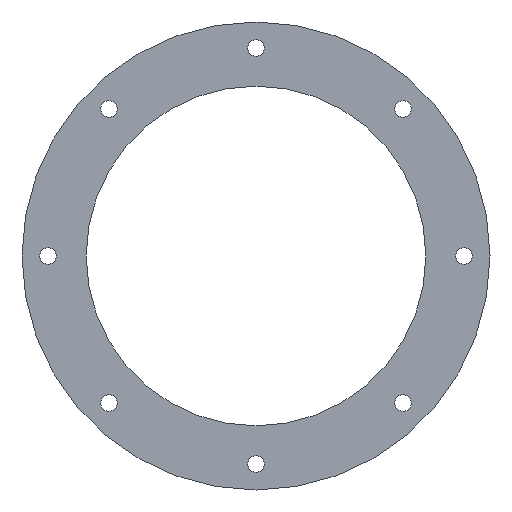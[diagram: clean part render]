
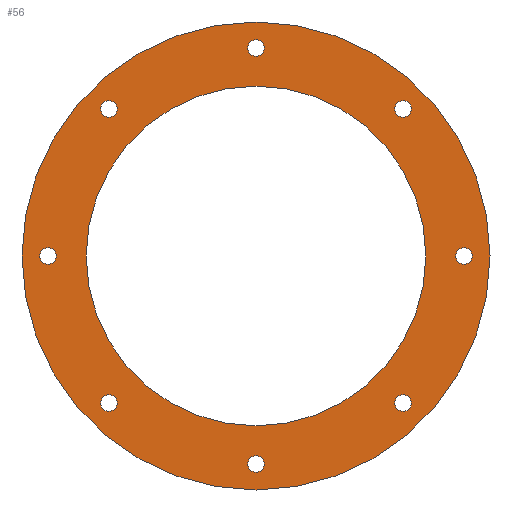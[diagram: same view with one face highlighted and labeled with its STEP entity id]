
A CAD part, left-side view. The second image highlights one B-rep face of the part: STEP entity #56.
In plain terms, the highlighted planar face has unit normal (-1, 0, 0).
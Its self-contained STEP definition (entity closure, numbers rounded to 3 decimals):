
#56 = ADVANCED_FACE( '', ( #121, #122, #123, #124, #125, #126, #127, #128, #129, #130 ), #131, .T. );
#121 = FACE_BOUND( '', #208, .T. );
#122 = FACE_BOUND( '', #209, .T. );
#123 = FACE_BOUND( '', #210, .T. );
#124 = FACE_BOUND( '', #211, .T. );
#125 = FACE_BOUND( '', #212, .T. );
#126 = FACE_BOUND( '', #213, .T. );
#127 = FACE_BOUND( '', #214, .T. );
#128 = FACE_BOUND( '', #215, .T. );
#129 = FACE_BOUND( '', #216, .T. );
#130 = FACE_OUTER_BOUND( '', #217, .T. );
#131 = PLANE( '', #218 );
#208 = EDGE_LOOP( '', ( #305 ) );
#209 = EDGE_LOOP( '', ( #306 ) );
#210 = EDGE_LOOP( '', ( #307 ) );
#211 = EDGE_LOOP( '', ( #308 ) );
#212 = EDGE_LOOP( '', ( #309 ) );
#213 = EDGE_LOOP( '', ( #310 ) );
#214 = EDGE_LOOP( '', ( #311 ) );
#215 = EDGE_LOOP( '', ( #312 ) );
#216 = EDGE_LOOP( '', ( #313 ) );
#217 = EDGE_LOOP( '', ( #314 ) );
#218 = AXIS2_PLACEMENT_3D( '', #315, #316, #317 );
#305 = ORIENTED_EDGE( '', *, *, #370, .T. );
#306 = ORIENTED_EDGE( '', *, *, #373, .T. );
#307 = ORIENTED_EDGE( '', *, *, #392, .T. );
#308 = ORIENTED_EDGE( '', *, *, #390, .T. );
#309 = ORIENTED_EDGE( '', *, *, #393, .T. );
#310 = ORIENTED_EDGE( '', *, *, #378, .T. );
#311 = ORIENTED_EDGE( '', *, *, #381, .T. );
#312 = ORIENTED_EDGE( '', *, *, #387, .T. );
#313 = ORIENTED_EDGE( '', *, *, #394, .T. );
#314 = ORIENTED_EDGE( '', *, *, #395, .F. );
#315 = CARTESIAN_POINT( '', ( 0., 135., 0. ) );
#316 = DIRECTION( '', ( -1., 0., 0. ) );
#317 = DIRECTION( '', ( 0., 0., 1. ) );
#370 = EDGE_CURVE( '', #411, #411, #412, .T. );
#373 = EDGE_CURVE( '', #416, #416, #417, .T. );
#378 = EDGE_CURVE( '', #424, #424, #425, .T. );
#381 = EDGE_CURVE( '', #429, #429, #430, .T. );
#387 = EDGE_CURVE( '', #439, #439, #440, .T. );
#390 = EDGE_CURVE( '', #444, #444, #445, .T. );
#392 = EDGE_CURVE( '', #447, #447, #448, .T. );
#393 = EDGE_CURVE( '', #449, #449, #450, .T. );
#394 = EDGE_CURVE( '', #451, #451, #452, .T. );
#395 = EDGE_CURVE( '', #453, #453, #454, .T. );
#411 = VERTEX_POINT( '', #475 );
#412 = CIRCLE( '', #476, 98. );
#416 = VERTEX_POINT( '', #480 );
#417 = CIRCLE( '', #481, 4.75 );
#424 = VERTEX_POINT( '', #488 );
#425 = CIRCLE( '', #489, 4.75 );
#429 = VERTEX_POINT( '', #493 );
#430 = CIRCLE( '', #494, 4.75 );
#439 = VERTEX_POINT( '', #503 );
#440 = CIRCLE( '', #504, 4.75 );
#444 = VERTEX_POINT( '', #508 );
#445 = CIRCLE( '', #509, 4.75 );
#447 = VERTEX_POINT( '', #511 );
#448 = CIRCLE( '', #512, 4.75 );
#449 = VERTEX_POINT( '', #513 );
#450 = CIRCLE( '', #514, 4.75 );
#451 = VERTEX_POINT( '', #515 );
#452 = CIRCLE( '', #516, 4.75 );
#453 = VERTEX_POINT( '', #517 );
#454 = CIRCLE( '', #518, 135. );
#475 = CARTESIAN_POINT( '', ( 0., 0., -98. ) );
#476 = AXIS2_PLACEMENT_3D( '', #539, #540, #541 );
#480 = CARTESIAN_POINT( '', ( 0., 120., -4.75 ) );
#481 = AXIS2_PLACEMENT_3D( '', #545, #546, #547 );
#488 = CARTESIAN_POINT( '', ( 0., -84.853, 80.103 ) );
#489 = AXIS2_PLACEMENT_3D( '', #554, #555, #556 );
#493 = CARTESIAN_POINT( '', ( 0., 0., 115.25 ) );
#494 = AXIS2_PLACEMENT_3D( '', #560, #561, #562 );
#503 = CARTESIAN_POINT( '', ( 0., 84.853, 80.103 ) );
#504 = AXIS2_PLACEMENT_3D( '', #572, #573, #574 );
#508 = CARTESIAN_POINT( '', ( 0., -84.853, -89.603 ) );
#509 = AXIS2_PLACEMENT_3D( '', #578, #579, #580 );
#511 = CARTESIAN_POINT( '', ( 0., 0., -124.75 ) );
#512 = AXIS2_PLACEMENT_3D( '', #581, #582, #583 );
#513 = CARTESIAN_POINT( '', ( 0., -120., -4.75 ) );
#514 = AXIS2_PLACEMENT_3D( '', #584, #585, #586 );
#515 = CARTESIAN_POINT( '', ( 0., 84.853, -89.603 ) );
#516 = AXIS2_PLACEMENT_3D( '', #587, #588, #589 );
#517 = CARTESIAN_POINT( '', ( 0., 0., -135. ) );
#518 = AXIS2_PLACEMENT_3D( '', #590, #591, #592 );
#539 = CARTESIAN_POINT( '', ( 0., 0., 0. ) );
#540 = DIRECTION( '', ( 1., 0., 0. ) );
#541 = DIRECTION( '', ( 0., 0., -1. ) );
#545 = CARTESIAN_POINT( '', ( 0., 120., 0. ) );
#546 = DIRECTION( '', ( 1., 0., 0. ) );
#547 = DIRECTION( '', ( 0., 0., -1. ) );
#554 = CARTESIAN_POINT( '', ( 0., -84.853, 84.853 ) );
#555 = DIRECTION( '', ( 1., 0., 0. ) );
#556 = DIRECTION( '', ( 0., 0., -1. ) );
#560 = CARTESIAN_POINT( '', ( 0., 0., 120. ) );
#561 = DIRECTION( '', ( 1., 0., 0. ) );
#562 = DIRECTION( '', ( 0., 0., -1. ) );
#572 = CARTESIAN_POINT( '', ( 0., 84.853, 84.853 ) );
#573 = DIRECTION( '', ( 1., 0., 0. ) );
#574 = DIRECTION( '', ( 0., 0., -1. ) );
#578 = CARTESIAN_POINT( '', ( 0., -84.853, -84.853 ) );
#579 = DIRECTION( '', ( 1., 0., 0. ) );
#580 = DIRECTION( '', ( 0., 0., -1. ) );
#581 = CARTESIAN_POINT( '', ( 0., 0., -120. ) );
#582 = DIRECTION( '', ( 1., 0., 0. ) );
#583 = DIRECTION( '', ( 0., 0., -1. ) );
#584 = CARTESIAN_POINT( '', ( 0., -120., 0. ) );
#585 = DIRECTION( '', ( 1., 0., 0. ) );
#586 = DIRECTION( '', ( 0., 0., -1. ) );
#587 = CARTESIAN_POINT( '', ( 0., 84.853, -84.853 ) );
#588 = DIRECTION( '', ( 1., 0., 0. ) );
#589 = DIRECTION( '', ( 0., 0., -1. ) );
#590 = CARTESIAN_POINT( '', ( 0., 0., 0. ) );
#591 = DIRECTION( '', ( 1., 0., 0. ) );
#592 = DIRECTION( '', ( 0., 0., -1. ) );
